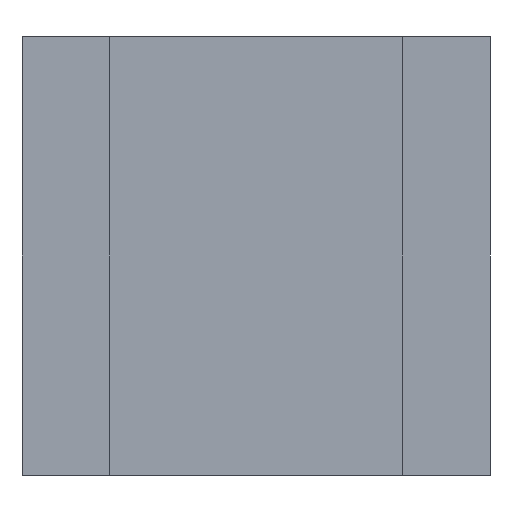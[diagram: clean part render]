
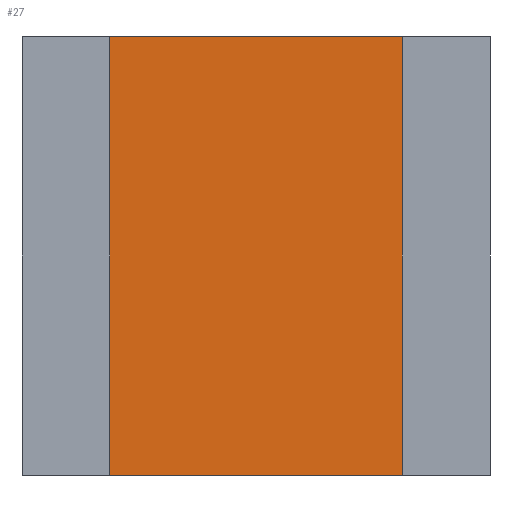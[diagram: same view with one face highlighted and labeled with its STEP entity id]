
A CAD part, front view. The second image highlights one B-rep face of the part: STEP entity #27.
In plain terms, the highlighted planar face has unit normal (0, -1, 0).
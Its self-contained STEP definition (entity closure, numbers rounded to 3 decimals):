
#3 = PLANE ( 'NONE',  #231 ) ;
#7 = CARTESIAN_POINT ( 'NONE',  ( 50., -210., 0. ) ) ;
#10 = VECTOR ( 'NONE', #326, 1000. ) ;
#27 = ADVANCED_FACE ( 'NONE', ( #318 ), #3, .F. ) ;
#35 = ORIENTED_EDGE ( 'NONE', *, *, #340, .T. ) ;
#54 = LINE ( 'NONE', #288, #63 ) ;
#62 = CARTESIAN_POINT ( 'NONE',  ( -50., -210., 0. ) ) ;
#63 = VECTOR ( 'NONE', #212, 1000. ) ;
#69 = VERTEX_POINT ( 'NONE', #93 ) ;
#83 = EDGE_CURVE ( 'NONE', #275, #143, #54, .T. ) ;
#84 = VECTOR ( 'NONE', #344, 1000. ) ;
#89 = CARTESIAN_POINT ( 'NONE',  ( -50., -210., 150. ) ) ;
#93 = CARTESIAN_POINT ( 'NONE',  ( 50., -210., 150. ) ) ;
#102 = CARTESIAN_POINT ( 'NONE',  ( -50., -210., 150. ) ) ;
#108 = CARTESIAN_POINT ( 'NONE',  ( -50., -210., 50. ) ) ;
#119 = EDGE_CURVE ( 'NONE', #69, #225, #304, .T. ) ;
#121 = DIRECTION ( 'NONE',  ( 0., 1., 0. ) ) ;
#134 = LINE ( 'NONE', #108, #10 ) ;
#143 = VERTEX_POINT ( 'NONE', #62 ) ;
#149 = ORIENTED_EDGE ( 'NONE', *, *, #338, .F. ) ;
#159 = VECTOR ( 'NONE', #272, 1000. ) ;
#171 = EDGE_LOOP ( 'NONE', ( #149, #174, #35, #201 ) ) ;
#174 = ORIENTED_EDGE ( 'NONE', *, *, #83, .F. ) ;
#201 = ORIENTED_EDGE ( 'NONE', *, *, #119, .T. ) ;
#212 = DIRECTION ( 'NONE',  ( -1., 0., 0. ) ) ;
#225 = VERTEX_POINT ( 'NONE', #102 ) ;
#230 = LINE ( 'NONE', #238, #159 ) ;
#231 = AXIS2_PLACEMENT_3D ( 'NONE', #369, #121, #232 ) ;
#232 = DIRECTION ( 'NONE',  ( 0., 0., 1. ) ) ;
#238 = CARTESIAN_POINT ( 'NONE',  ( 50., -210., 50. ) ) ;
#272 = DIRECTION ( 'NONE',  ( 0., 0., 1. ) ) ;
#275 = VERTEX_POINT ( 'NONE', #7 ) ;
#288 = CARTESIAN_POINT ( 'NONE',  ( -50., -210., 0. ) ) ;
#304 = LINE ( 'NONE', #89, #84 ) ;
#318 = FACE_OUTER_BOUND ( 'NONE', #171, .T. ) ;
#326 = DIRECTION ( 'NONE',  ( 0., 0., 1. ) ) ;
#338 = EDGE_CURVE ( 'NONE', #143, #225, #134, .T. ) ;
#340 = EDGE_CURVE ( 'NONE', #275, #69, #230, .T. ) ;
#344 = DIRECTION ( 'NONE',  ( -1., 0., 0. ) ) ;
#369 = CARTESIAN_POINT ( 'NONE',  ( -50., -210., 50. ) ) ;
